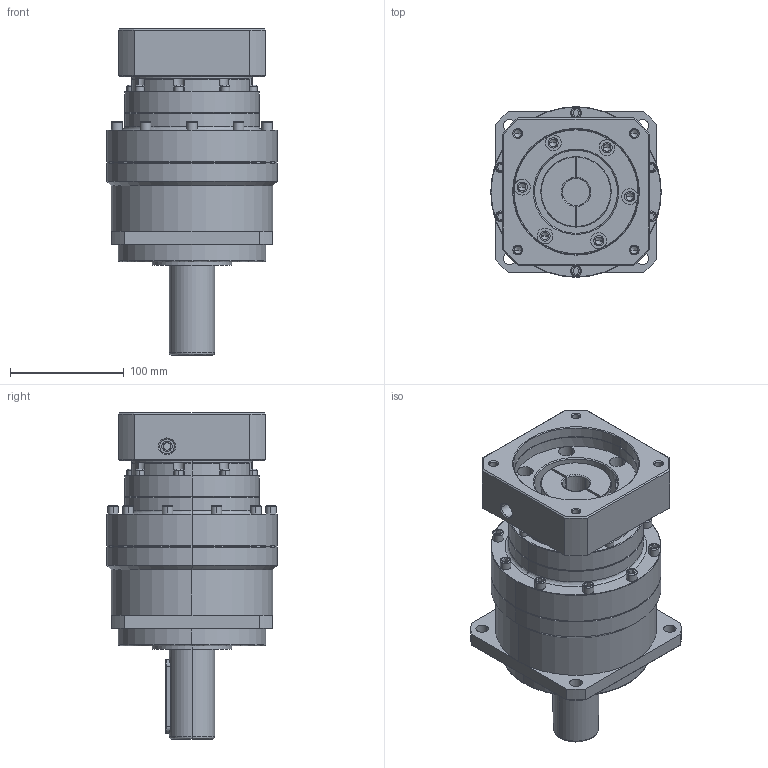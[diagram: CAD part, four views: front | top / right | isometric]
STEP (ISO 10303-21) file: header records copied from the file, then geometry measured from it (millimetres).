
FILE_DESCRIPTION (( 'STEP AP214' ), '1' );
FILE_NAME ('PB142-L2-24-110-145M8.STEP', '2022-02-19T05:59:18', ( 'admin' ), ( '' ), 'SwSTEP 2.0', 'SolidWorks 2013', '' );
FILE_SCHEMA (( 'AUTOMOTIVE_DESIGN' ));
Length unit declared in the file: millimetre
Products named in the file (4): PB142_X2_8F9351FA7AEF_X0_; PB115-110-145M8; PB142-L2_X2_58F34F537AEF_X0_; PB142-L2-24-110-145M8
Assembly tree (3 placements, depth 2):
  PB142-L2-24-110-145M8
    PB142-L2_X2_58F34F537AEF_X0_
    PB115-110-145M8
    PB142_X2_8F9351FA7AEF_X0_
Bounding box: 150 x 150 x 287 mm (x, y, z)
Volume: 2920150.1 mm3; surface area: 252923.5 mm2
Topology: 3 solids, 3 shells, 648 faces, 1574 edges, 960 vertices
Faces by surface type: cylinder 236, plane 233, cone 134, bspline 45
Entity records: 27380 total; most frequent: CARTESIAN_POINT 5183, DIRECTION 3208, ORIENTED_EDGE 3000, EDGE_CURVE 1500, AXIS2_PLACEMENT_3D 1211, VERTEX_POINT 954, VECTOR 786, LINE 786
